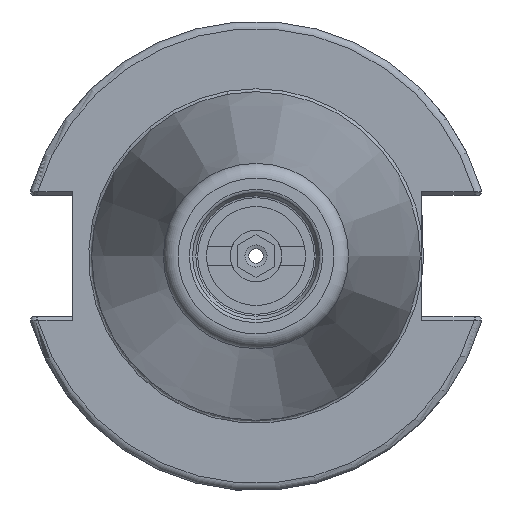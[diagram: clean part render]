
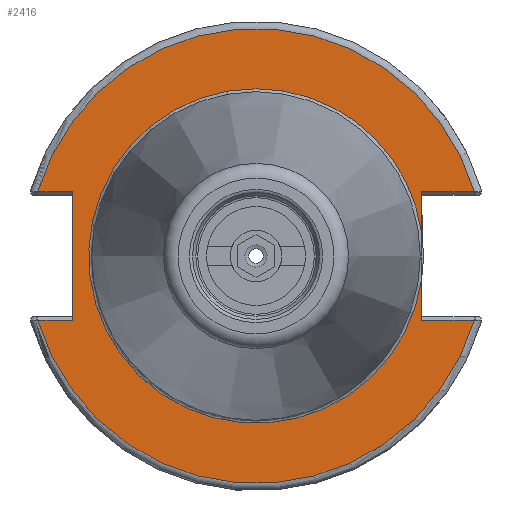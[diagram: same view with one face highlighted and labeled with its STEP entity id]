
A CAD part, left-side view. The second image highlights one B-rep face of the part: STEP entity #2416.
In plain terms, the highlighted planar face has unit normal (-1, 0, 0).
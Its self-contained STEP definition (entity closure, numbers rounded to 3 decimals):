
#144=LINE('',#3699,#296);
#151=LINE('',#3821,#303);
#152=LINE('',#3825,#304);
#153=LINE('',#3827,#305);
#154=LINE('',#3829,#306);
#155=LINE('',#3833,#307);
#156=LINE('',#3835,#308);
#296=VECTOR('',#2982,10.);
#303=VECTOR('',#2993,10.);
#304=VECTOR('',#2996,10.);
#305=VECTOR('',#2997,10.);
#306=VECTOR('',#2998,10.);
#307=VECTOR('',#3001,10.);
#308=VECTOR('',#3002,10.);
#503=FACE_OUTER_BOUND('',#647,.T.);
#647=EDGE_LOOP('',(#1697,#1698,#1699,#1700,#1701,#1702,#1703,#1704,#1705,
#1706,#1707));
#812=CIRCLE('',#2617,30.775);
#813=CIRCLE('',#2618,30.775);
#814=CIRCLE('',#2619,22.625);
#815=CIRCLE('',#2620,22.625);
#978=VERTEX_POINT('',#3696);
#979=VERTEX_POINT('',#3698);
#987=VERTEX_POINT('',#3820);
#988=VERTEX_POINT('',#3822);
#989=VERTEX_POINT('',#3824);
#990=VERTEX_POINT('',#3826);
#991=VERTEX_POINT('',#3828);
#992=VERTEX_POINT('',#3830);
#993=VERTEX_POINT('',#3832);
#994=VERTEX_POINT('',#3834);
#995=VERTEX_POINT('',#3836);
#1251=EDGE_CURVE('',#978,#979,#144,.T.);
#1263=EDGE_CURVE('',#987,#979,#151,.T.);
#1264=EDGE_CURVE('',#988,#978,#812,.T.);
#1265=EDGE_CURVE('',#989,#988,#152,.T.);
#1266=EDGE_CURVE('',#989,#990,#153,.T.);
#1267=EDGE_CURVE('',#991,#990,#154,.T.);
#1268=EDGE_CURVE('',#992,#991,#813,.T.);
#1269=EDGE_CURVE('',#993,#992,#155,.T.);
#1270=EDGE_CURVE('',#993,#994,#156,.T.);
#1271=EDGE_CURVE('',#994,#995,#814,.T.);
#1272=EDGE_CURVE('',#995,#987,#815,.T.);
#1697=ORIENTED_EDGE('',*,*,#1263,.T.);
#1698=ORIENTED_EDGE('',*,*,#1251,.F.);
#1699=ORIENTED_EDGE('',*,*,#1264,.F.);
#1700=ORIENTED_EDGE('',*,*,#1265,.F.);
#1701=ORIENTED_EDGE('',*,*,#1266,.T.);
#1702=ORIENTED_EDGE('',*,*,#1267,.F.);
#1703=ORIENTED_EDGE('',*,*,#1268,.F.);
#1704=ORIENTED_EDGE('',*,*,#1269,.F.);
#1705=ORIENTED_EDGE('',*,*,#1270,.T.);
#1706=ORIENTED_EDGE('',*,*,#1271,.T.);
#1707=ORIENTED_EDGE('',*,*,#1272,.T.);
#2340=PLANE('',#2616);
#2416=ADVANCED_FACE('',(#503),#2340,.T.);
#2616=AXIS2_PLACEMENT_3D('',#3819,#2991,#2992);
#2617=AXIS2_PLACEMENT_3D('',#3823,#2994,#2995);
#2618=AXIS2_PLACEMENT_3D('',#3831,#2999,#3000);
#2619=AXIS2_PLACEMENT_3D('',#3837,#3003,#3004);
#2620=AXIS2_PLACEMENT_3D('',#3838,#3005,#3006);
#2982=DIRECTION('',(0.,1.,0.));
#2991=DIRECTION('center_axis',(-1.,0.,0.));
#2992=DIRECTION('ref_axis',(0.,0.,1.));
#2993=DIRECTION('',(0.,0.,1.));
#2994=DIRECTION('center_axis',(1.,0.,0.));
#2995=DIRECTION('ref_axis',(0.,0.,-1.));
#2996=DIRECTION('',(0.,1.,0.));
#2997=DIRECTION('',(0.,0.,-1.));
#2998=DIRECTION('',(0.,-1.,0.));
#2999=DIRECTION('center_axis',(1.,0.,0.));
#3000=DIRECTION('ref_axis',(0.,0.,-1.));
#3001=DIRECTION('',(0.,-1.,0.));
#3002=DIRECTION('',(0.,0.,1.));
#3003=DIRECTION('center_axis',(1.,0.,0.));
#3004=DIRECTION('ref_axis',(0.,0.,-1.));
#3005=DIRECTION('center_axis',(1.,0.,0.));
#3006=DIRECTION('ref_axis',(0.,0.,-1.));
#3696=CARTESIAN_POINT('',(1.,-29.523,8.69));
#3698=CARTESIAN_POINT('',(1.,-22.41,8.69));
#3699=CARTESIAN_POINT('',(1.,4.182,8.69));
#3819=CARTESIAN_POINT('Origin',(1.,30.775,0.));
#3820=CARTESIAN_POINT('',(1.,-22.41,3.112));
#3821=CARTESIAN_POINT('',(1.,-22.41,-4.095));
#3822=CARTESIAN_POINT('',(1.,29.523,8.69));
#3823=CARTESIAN_POINT('Origin',(1.,0.,0.));
#3824=CARTESIAN_POINT('',(1.,24.8,8.69));
#3825=CARTESIAN_POINT('',(1.,38.399,8.69));
#3826=CARTESIAN_POINT('',(1.,24.8,-8.69));
#3827=CARTESIAN_POINT('',(1.,24.8,4.095));
#3828=CARTESIAN_POINT('',(1.,29.523,-8.69));
#3829=CARTESIAN_POINT('',(1.,27.788,-8.69));
#3830=CARTESIAN_POINT('',(1.,-29.523,-8.69));
#3831=CARTESIAN_POINT('Origin',(1.,0.,0.));
#3832=CARTESIAN_POINT('',(1.,-22.41,-8.69));
#3833=CARTESIAN_POINT('',(1.,-6.591,-8.69));
#3834=CARTESIAN_POINT('',(1.,-22.41,-3.112));
#3835=CARTESIAN_POINT('',(1.,-22.41,-4.095));
#3836=CARTESIAN_POINT('',(1.,0.,22.625));
#3837=CARTESIAN_POINT('Origin',(1.,0.,0.));
#3838=CARTESIAN_POINT('Origin',(1.,0.,0.));
